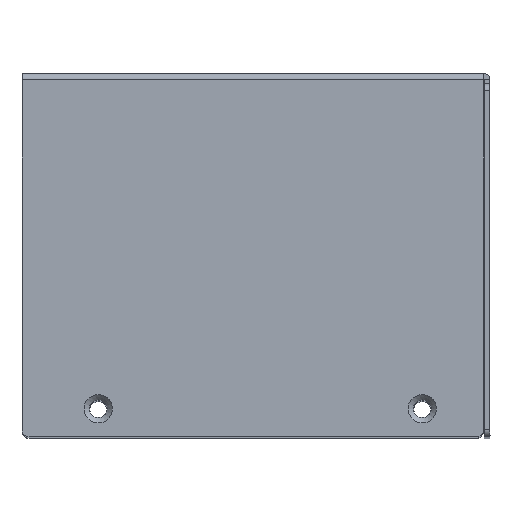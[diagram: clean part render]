
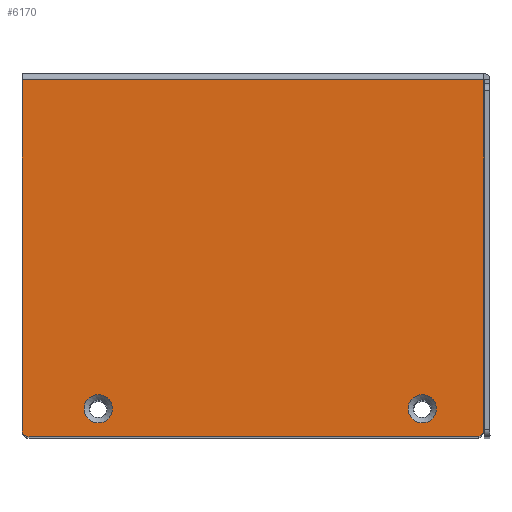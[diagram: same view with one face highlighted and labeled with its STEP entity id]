
A CAD part, top view. The second image highlights one B-rep face of the part: STEP entity #6170.
In plain terms, the highlighted face is planar.
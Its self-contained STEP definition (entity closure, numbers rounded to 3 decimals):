
#814=LINE('',#12633,#1363);
#817=LINE('',#12639,#1366);
#825=LINE('',#12663,#1374);
#826=LINE('',#12667,#1375);
#1363=VECTOR('',#7966,10.);
#1366=VECTOR('',#7971,10.);
#1374=VECTOR('',#8003,10.);
#1375=VECTOR('',#8010,0.452);
#1568=PLANE('',#6635);
#1721=FACE_BOUND('',#2614,.T.);
#1722=FACE_BOUND('',#2615,.T.);
#2126=FACE_OUTER_BOUND('',#2613,.T.);
#2613=EDGE_LOOP('',(#5779,#5780,#5781,#5782,#5783,#5784));
#2614=EDGE_LOOP('',(#5785));
#2615=EDGE_LOOP('',(#5786));
#2710=CIRCLE('',#6524,2.);
#2713=CIRCLE('',#6529,2.);
#2755=CIRCLE('',#6610,1.);
#2757=CIRCLE('',#6613,1.);
#3236=VERTEX_POINT('',#12390);
#3239=VERTEX_POINT('',#12398);
#3318=VERTEX_POINT('',#12617);
#3319=VERTEX_POINT('',#12619);
#3322=VERTEX_POINT('',#12626);
#3323=VERTEX_POINT('',#12628);
#3325=VERTEX_POINT('',#12637);
#3329=VERTEX_POINT('',#12662);
#4019=EDGE_CURVE('',#3236,#3236,#2710,.T.);
#4022=EDGE_CURVE('',#3239,#3239,#2713,.T.);
#4124=EDGE_CURVE('',#3319,#3318,#2755,.T.);
#4128=EDGE_CURVE('',#3323,#3322,#2757,.T.);
#4131=EDGE_CURVE('',#3323,#3318,#814,.T.);
#4134=EDGE_CURVE('',#3325,#3322,#817,.T.);
#4146=EDGE_CURVE('',#3325,#3329,#825,.T.);
#4149=EDGE_CURVE('',#3319,#3329,#826,.T.);
#5779=ORIENTED_EDGE('',*,*,#4124,.T.);
#5780=ORIENTED_EDGE('',*,*,#4131,.F.);
#5781=ORIENTED_EDGE('',*,*,#4128,.T.);
#5782=ORIENTED_EDGE('',*,*,#4134,.F.);
#5783=ORIENTED_EDGE('',*,*,#4146,.T.);
#5784=ORIENTED_EDGE('',*,*,#4149,.F.);
#5785=ORIENTED_EDGE('',*,*,#4019,.T.);
#5786=ORIENTED_EDGE('',*,*,#4022,.T.);
#6170=ADVANCED_FACE('',(#2126,#1721,#1722),#1568,.T.);
#6524=AXIS2_PLACEMENT_3D('',#12391,#7720,#7721);
#6529=AXIS2_PLACEMENT_3D('',#12399,#7730,#7731);
#6610=AXIS2_PLACEMENT_3D('',#12620,#7952,#7953);
#6613=AXIS2_PLACEMENT_3D('',#12629,#7960,#7961);
#6635=AXIS2_PLACEMENT_3D('',#12677,#8022,#8023);
#7720=DIRECTION('center_axis',(-1.,0.,0.));
#7721=DIRECTION('ref_axis',(0.,0.,
1.));
#7730=DIRECTION('center_axis',(-1.,0.,0.));
#7731=DIRECTION('ref_axis',(0.,0.,
1.));
#7952=DIRECTION('center_axis',(1.,0.,0.));
#7953=DIRECTION('ref_axis',(0.,0.,
-1.));
#7960=DIRECTION('center_axis',(1.,0.,0.));
#7961=DIRECTION('ref_axis',(0.,1.,0.));
#7966=DIRECTION('',(0.,0.,1.));
#7971=DIRECTION('',(0.,-1.,0.));
#8003=DIRECTION('',(0.,0.,1.));
#8010=DIRECTION('',(0.,1.,0.));
#8022=DIRECTION('center_axis',(1.,0.,0.));
#8023=DIRECTION('ref_axis',(0.,0.,1.));
#12390=CARTESIAN_POINT('',(65.,-46.5,24.25));
#12391=CARTESIAN_POINT('Origin',(65.,-46.5,22.25));
#12398=CARTESIAN_POINT('',(65.,-46.5,-21.45));
#12399=CARTESIAN_POINT('Origin',(65.,-46.5,-23.45));
#12617=CARTESIAN_POINT('',(65.,-50.45,32.));
#12619=CARTESIAN_POINT('',(65.,-49.45,33.));
#12620=CARTESIAN_POINT('Origin',(65.,-49.45,32.));
#12626=CARTESIAN_POINT('',(65.,-49.45,-32.1));
#12628=CARTESIAN_POINT('',(65.,-50.45,-31.1));
#12629=CARTESIAN_POINT('Origin',(65.,-49.45,-31.1));
#12633=CARTESIAN_POINT('',(65.,-50.45,-32.1));
#12637=CARTESIAN_POINT('',(65.,-0.1,-32.1));
#12639=CARTESIAN_POINT('',(65.,-0.1,-32.1));
#12662=CARTESIAN_POINT('',(65.,-0.1,33.));
#12663=CARTESIAN_POINT('',(65.,-0.1,0.45));
#12667=CARTESIAN_POINT('',(65.,1.32,33.));
#12677=CARTESIAN_POINT('Origin',(65.,-24.92,0.45));
